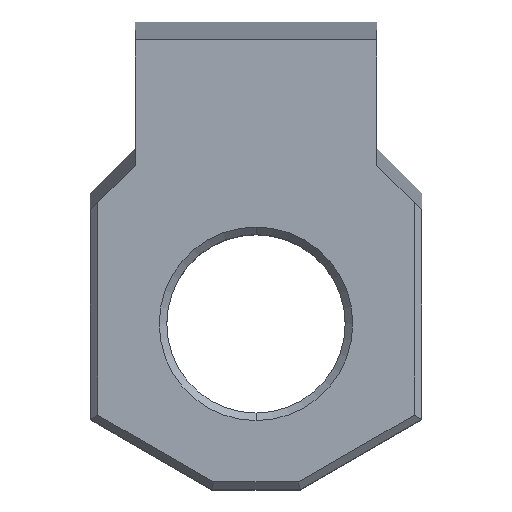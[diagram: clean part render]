
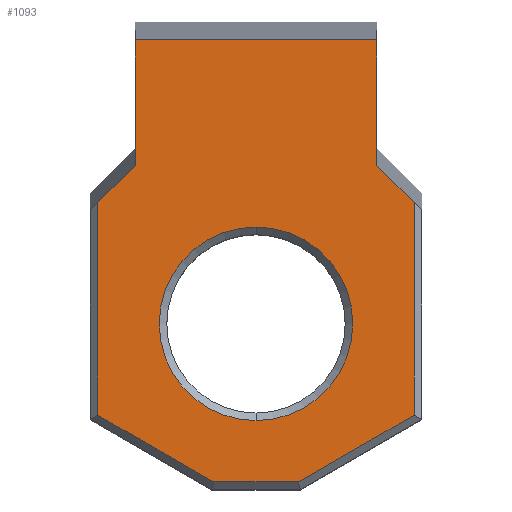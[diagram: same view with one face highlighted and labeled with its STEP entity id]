
A CAD part, top view. The second image highlights one B-rep face of the part: STEP entity #1093.
In plain terms, the highlighted planar face has unit normal (0, 0, 1).
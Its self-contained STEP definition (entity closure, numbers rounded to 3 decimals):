
#22 = ORIENTED_EDGE ( 'NONE', *, *, #635, .T. ) ;
#70 = EDGE_CURVE ( 'NONE', #458, #725, #859, .T. ) ;
#72 = CARTESIAN_POINT ( 'NONE',  ( 0., 6.55, 0. ) ) ;
#77 = EDGE_CURVE ( 'NONE', #384, #326, #956, .T. ) ;
#81 = VERTEX_POINT ( 'NONE', #1048 ) ;
#117 = DIRECTION ( 'NONE',  ( 1., 0., 0. ) ) ;
#140 = EDGE_LOOP ( 'NONE', ( #882, #833 ) ) ;
#145 = LINE ( 'NONE', #302, #707 ) ;
#160 = DIRECTION ( 'NONE',  ( 0., 1., 0. ) ) ;
#169 = EDGE_CURVE ( 'NONE', #81, #458, #894, .T. ) ;
#173 = DIRECTION ( 'NONE',  ( -0.71, -0.704, 0. ) ) ;
#181 = AXIS2_PLACEMENT_3D ( 'NONE', #829, #1196, #370 ) ;
#199 = CARTESIAN_POINT ( 'NONE',  ( -4.77, 12.812, 0. ) ) ;
#201 = CARTESIAN_POINT ( 'NONE',  ( -1.675, 0.3, 0. ) ) ;
#211 = DIRECTION ( 'NONE',  ( -1., 0., 0. ) ) ;
#221 = CARTESIAN_POINT ( 'NONE',  ( 0., 0., 0. ) ) ;
#231 = EDGE_CURVE ( 'NONE', #910, #81, #145, .T. ) ;
#256 = CARTESIAN_POINT ( 'NONE',  ( -4.77, 13.5, 0. ) ) ;
#261 = DIRECTION ( 'NONE',  ( -0.71, 0.704, 0. ) ) ;
#268 = VECTOR ( 'NONE', #211, 1000. ) ;
#277 = CARTESIAN_POINT ( 'NONE',  ( 4.77, 18.5, 0. ) ) ;
#279 = ORIENTED_EDGE ( 'NONE', *, *, #77, .T. ) ;
#283 = AXIS2_PLACEMENT_3D ( 'NONE', #221, #590, #965 ) ;
#288 = ORIENTED_EDGE ( 'NONE', *, *, #569, .T. ) ;
#295 = LINE ( 'NONE', #664, #790 ) ;
#301 = CARTESIAN_POINT ( 'NONE',  ( 6.25, 11.346, 0. ) ) ;
#302 = CARTESIAN_POINT ( 'NONE',  ( -6.25, 0., 0. ) ) ;
#315 = FACE_BOUND ( 'NONE', #140, .T. ) ;
#326 = VERTEX_POINT ( 'NONE', #716 ) ;
#327 = EDGE_CURVE ( 'NONE', #326, #1001, #1089, .T. ) ;
#330 = AXIS2_PLACEMENT_3D ( 'NONE', #72, #445, #818 ) ;
#333 = ORIENTED_EDGE ( 'NONE', *, *, #933, .T. ) ;
#351 = CARTESIAN_POINT ( 'NONE',  ( 4.77, 12.812, 0. ) ) ;
#368 = VERTEX_POINT ( 'NONE', #729 ) ;
#370 = DIRECTION ( 'NONE',  ( 1., 0., 0. ) ) ;
#384 = VERTEX_POINT ( 'NONE', #452 ) ;
#436 = VECTOR ( 'NONE', #479, 1000. ) ;
#445 = DIRECTION ( 'NONE',  ( 0., 0., -1. ) ) ;
#449 = ORIENTED_EDGE ( 'NONE', *, *, #838, .T. ) ;
#451 = EDGE_CURVE ( 'NONE', #725, #526, #295, .T. ) ;
#452 = CARTESIAN_POINT ( 'NONE',  ( 4.77, 17.766, 0. ) ) ;
#458 = VERTEX_POINT ( 'NONE', #201 ) ;
#471 = VERTEX_POINT ( 'NONE', #301 ) ;
#479 = DIRECTION ( 'NONE',  ( 0.866, -0.5, 0. ) ) ;
#484 = CARTESIAN_POINT ( 'NONE',  ( 0., 0.3, 0. ) ) ;
#516 = CARTESIAN_POINT ( 'NONE',  ( 1.675, 0.3, 0. ) ) ;
#526 = VERTEX_POINT ( 'NONE', #611 ) ;
#561 = ORIENTED_EDGE ( 'NONE', *, *, #231, .T. ) ;
#569 = EDGE_CURVE ( 'NONE', #526, #471, #619, .T. ) ;
#581 = CARTESIAN_POINT ( 'NONE',  ( 0., 17.766, 0. ) ) ;
#583 = VECTOR ( 'NONE', #160, 1000. ) ;
#590 = DIRECTION ( 'NONE',  ( 0., 0., 1. ) ) ;
#604 = DIRECTION ( 'NONE',  ( 0., -1., 0. ) ) ;
#611 = CARTESIAN_POINT ( 'NONE',  ( 6.25, 2.942, 0. ) ) ;
#614 = EDGE_CURVE ( 'NONE', #368, #928, #972, .T. ) ;
#619 = LINE ( 'NONE', #996, #583 ) ;
#622 = DIRECTION ( 'NONE',  ( 0., -1., 0. ) ) ;
#632 = LINE ( 'NONE', #1011, #795 ) ;
#635 = EDGE_CURVE ( 'NONE', #1001, #910, #632, .T. ) ;
#643 = DIRECTION ( 'NONE',  ( 0., 1., 0. ) ) ;
#645 = VECTOR ( 'NONE', #261, 1000. ) ;
#664 = CARTESIAN_POINT ( 'NONE',  ( 0.289, -0.5, 0. ) ) ;
#682 = FACE_OUTER_BOUND ( 'NONE', #856, .T. ) ;
#704 = VECTOR ( 'NONE', #643, 1000. ) ;
#707 = VECTOR ( 'NONE', #604, 1000. ) ;
#716 = CARTESIAN_POINT ( 'NONE',  ( -4.77, 17.766, 0. ) ) ;
#722 = LINE ( 'NONE', #1094, #645 ) ;
#725 = VERTEX_POINT ( 'NONE', #516 ) ;
#729 = CARTESIAN_POINT ( 'NONE',  ( 0., 10.375, 0. ) ) ;
#736 = CARTESIAN_POINT ( 'NONE',  ( 0., 2.725, 0. ) ) ;
#768 = VECTOR ( 'NONE', #622, 1000. ) ;
#790 = VECTOR ( 'NONE', #1040, 1000. ) ;
#795 = VECTOR ( 'NONE', #173, 1000. ) ;
#818 = DIRECTION ( 'NONE',  ( 1., 0., 0. ) ) ;
#825 = CIRCLE ( 'NONE', #181, 3.825 ) ;
#829 = CARTESIAN_POINT ( 'NONE',  ( 0., 6.55, 0. ) ) ;
#833 = ORIENTED_EDGE ( 'NONE', *, *, #614, .T. ) ;
#837 = VERTEX_POINT ( 'NONE', #351 ) ;
#838 = EDGE_CURVE ( 'NONE', #471, #837, #722, .T. ) ;
#856 = EDGE_LOOP ( 'NONE', ( #1059, #288, #449, #333, #279, #1177, #22, #561, #892, #951 ) ) ;
#859 = LINE ( 'NONE', #484, #889 ) ;
#882 = ORIENTED_EDGE ( 'NONE', *, *, #919, .T. ) ;
#889 = VECTOR ( 'NONE', #117, 1000. ) ;
#892 = ORIENTED_EDGE ( 'NONE', *, *, #169, .T. ) ;
#894 = LINE ( 'NONE', #1050, #436 ) ;
#910 = VERTEX_POINT ( 'NONE', #1017 ) ;
#919 = EDGE_CURVE ( 'NONE', #928, #368, #825, .T. ) ;
#928 = VERTEX_POINT ( 'NONE', #736 ) ;
#933 = EDGE_CURVE ( 'NONE', #837, #384, #1109, .T. ) ;
#951 = ORIENTED_EDGE ( 'NONE', *, *, #70, .T. ) ;
#956 = LINE ( 'NONE', #581, #268 ) ;
#965 = DIRECTION ( 'NONE',  ( 1., 0., 0. ) ) ;
#972 = CIRCLE ( 'NONE', #330, 3.825 ) ;
#996 = CARTESIAN_POINT ( 'NONE',  ( 6.25, 0., 0. ) ) ;
#1001 = VERTEX_POINT ( 'NONE', #199 ) ;
#1011 = CARTESIAN_POINT ( 'NONE',  ( -8.769, 8.851, 0. ) ) ;
#1017 = CARTESIAN_POINT ( 'NONE',  ( -6.25, 11.346, 0. ) ) ;
#1040 = DIRECTION ( 'NONE',  ( 0.866, 0.5, 0. ) ) ;
#1048 = CARTESIAN_POINT ( 'NONE',  ( -6.25, 2.942, 0. ) ) ;
#1050 = CARTESIAN_POINT ( 'NONE',  ( -0.289, -0.5, 0. ) ) ;
#1056 = PLANE ( 'NONE',  #283 ) ;
#1059 = ORIENTED_EDGE ( 'NONE', *, *, #451, .T. ) ;
#1089 = LINE ( 'NONE', #256, #768 ) ;
#1093 = ADVANCED_FACE ( 'NONE', ( #315, #682 ), #1056, .T. ) ;
#1094 = CARTESIAN_POINT ( 'NONE',  ( 8.769, 8.851, 0. ) ) ;
#1109 = LINE ( 'NONE', #277, #704 ) ;
#1177 = ORIENTED_EDGE ( 'NONE', *, *, #327, .T. ) ;
#1196 = DIRECTION ( 'NONE',  ( 0., 0., -1. ) ) ;
